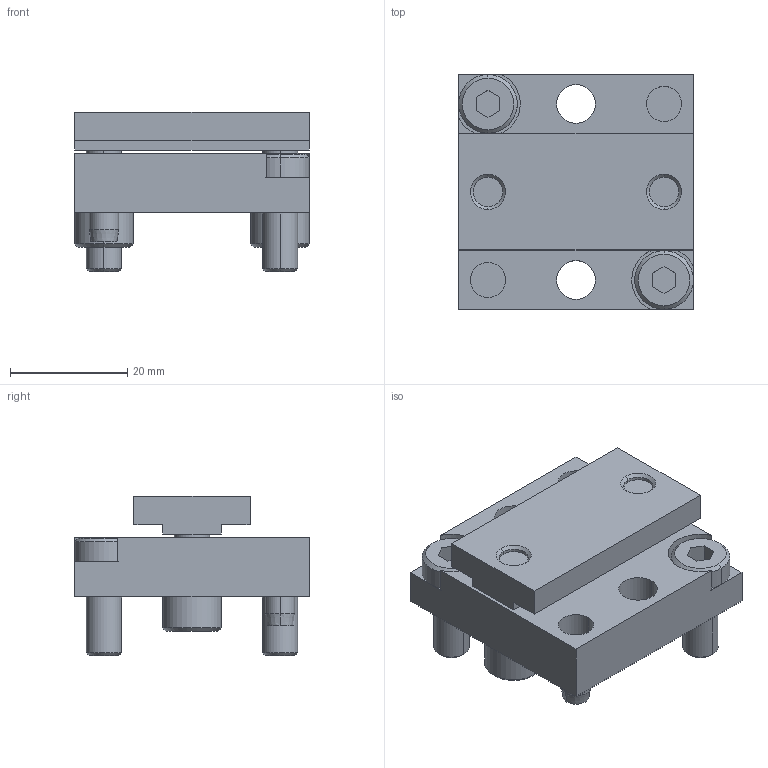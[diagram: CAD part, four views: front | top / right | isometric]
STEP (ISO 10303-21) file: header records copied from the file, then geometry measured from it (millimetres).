
FILE_DESCRIPTION(('Creo Elements/Direct Modeling STEP Export'),'2;1');
FILE_NAME('44.0046_Profilzentralverbindereinheit-MMS-44_Profil_44.0000.3.stp','2022-03-21T 9:01:43',(''),(''),'PTC Creo Elements/Direct Modeling STEP processor for AP214 (Solid Model)','PTC Creo Elements/Direct Modeling 19.0C 15-Aug-2015 (C) Parametric Technology GmbH','');
FILE_SCHEMA(('AUTOMOTIVE_DESIGN { 1 0 10303 214 1 1 1 1 }'));
Length unit declared in the file: millimetre
Products named in the file (5): Klemmschiene-MMS-44_40mm-M6_44.0140.3_PX175385; Zylinderschraube-DIN7984_M6x16-8.8-verz_11046_PX175387; Querverbinder-MMS-44_40x40x10-schwer_96.4028_PX175386; Zylinderschraube-DIN912_M6x16-8.8-verz_10403_PX174687.02; Profilzentralverbindereinheit-MMS-44_Profil_44.0000.3_44.0046_PX175388
Assembly tree (6 placements, depth 2):
  Profilzentralverbindereinheit-MMS-44_Profil_44.0000.3_44.0046_PX175388
    Zylinderschraube-DIN912_M6x16-8.8-verz_10403_PX174687.02  x2
    Querverbinder-MMS-44_40x40x10-schwer_96.4028_PX175386
    Zylinderschraube-DIN7984_M6x16-8.8-verz_11046_PX175387  x2
    Klemmschiene-MMS-44_40mm-M6_44.0140.3_PX175385
Bounding box: 40 x 40 x 27.1 mm (x, y, z)
Volume: 18073.8 mm3; surface area: 11267.7 mm2
Topology: 6 solids, 6 shells, 139 faces, 314 edges, 200 vertices
Faces by surface type: plane 67, cylinder 44, cone 28
Entity records: 2950 total; most frequent: ORIENTED_EDGE 476, DIRECTION 460, CARTESIAN_POINT 455, EDGE_CURVE 238, AXIS2_PLACEMENT_3D 157, VERTEX_POINT 152, VECTOR 146, LINE 146
